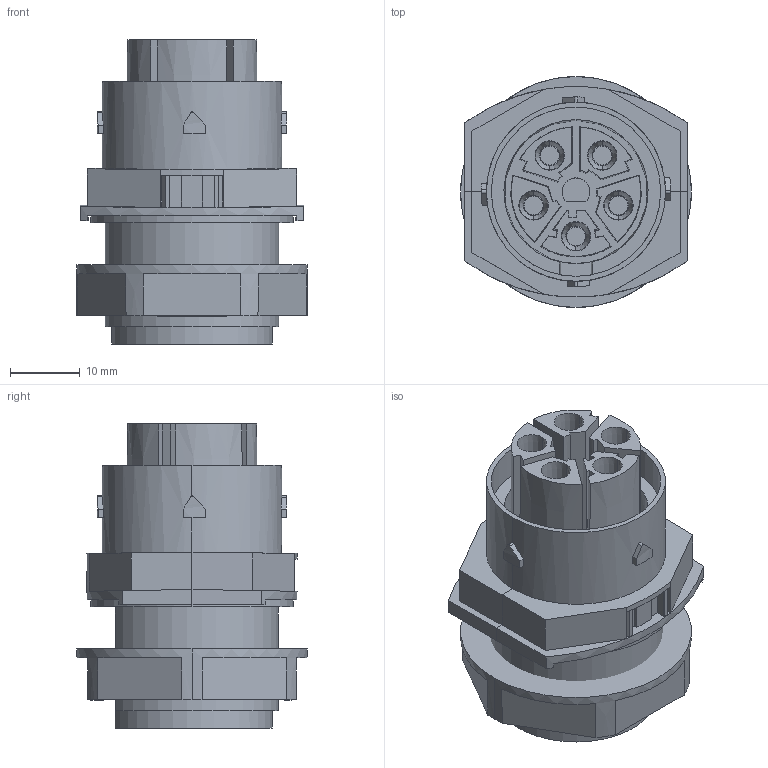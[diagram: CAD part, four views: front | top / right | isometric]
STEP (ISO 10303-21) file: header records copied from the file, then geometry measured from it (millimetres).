
FILE_DESCRIPTION(('Creo Elements/Direct Modeling STEP Export'),'2;1');
FILE_NAME('model.stp','2023-05-04T 9:21:21',(''),(''),'Creo Elements/Direct Modeling STEP processor for AP214 (Solid Model)','Creo Elements/Direct Modeling 20.1D 10-Oct-2020 (C) Parametric Technology GmbH','');
FILE_SCHEMA(('AUTOMOTIVE_DESIGN { 1 0 10303 214 1 1 1 1 }'));
Length unit declared in the file: millimetre
Products named in the file (3): A_INL_M25X1.5_D33_SW30_GY-select.1; IPD_W_5P2.5_FAA_M25_GY_ASSY-select; IPD_W_5P2.5_F_M25_GY-select
Assembly tree (2 placements, depth 2):
  IPD_W_5P2.5_F_M25_GY-select
    IPD_W_5P2.5_FAA_M25_GY_ASSY-select
    A_INL_M25X1.5_D33_SW30_GY-select.1
Bounding box: 33 x 33 x 43.45 mm (x, y, z)
Volume: 19343.5 mm3; surface area: 12934 mm2
Topology: 2 solids, 2 shells, 609 faces, 1668 edges, 1109 vertices
Faces by surface type: plane 471, cone 93, cylinder 45
Entity records: 26135 total; most frequent: CARTESIAN_POINT 10216, ORIENTED_EDGE 3336, DIRECTION 2767, EDGE_CURVE 1668, VECTOR 1177, LINE 1177, VERTEX_POINT 1109, AXIS2_PLACEMENT_3D 795
